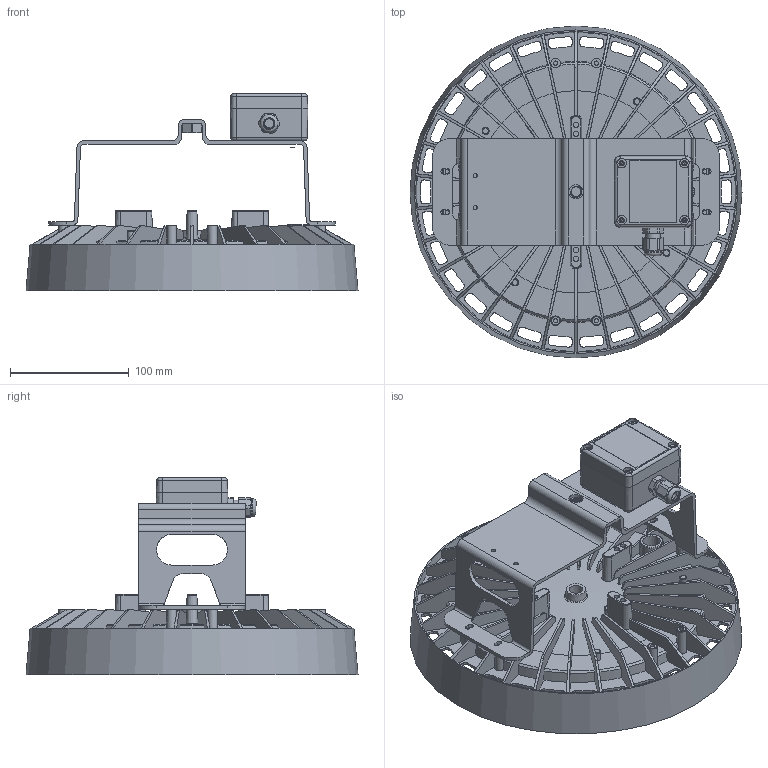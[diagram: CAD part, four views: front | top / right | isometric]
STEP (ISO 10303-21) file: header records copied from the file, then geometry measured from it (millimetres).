
FILE_DESCRIPTION(/* description */ ('This is a sample STEP configuration'),/* implementation_level */ '2;1');
FILE_NAME(/* name */ '157-0226xxxxxxxxx SIMPLE.ipt_Rev_00.stp',/* time_stamp */ '2023-05-02T16:12:36+02:00',/* author */ ('powerJobs'),/* organization */ ('coolOrange'),/* preprocessor_version */ 'ST-DEVELOPER v19.2',/* originating_system */ 'Autodesk Inventor 2023',/* authorisation */ '');
FILE_SCHEMA (('AUTOMOTIVE_DESIGN { 1 0 10303 214 3 1 1 }'));
Length unit declared in the file: millimetre
Products named in the file (1): ENG000029005
Bounding box: 280 x 280 x 166.2 mm (x, y, z)
Volume: 809958.3 mm3; surface area: 560746.1 mm2
Topology: 9 solids, 10 shells, 1681 faces, 4455 edges, 2850 vertices
Faces by surface type: plane 658, cylinder 587, cone 258, bspline 105, torus 68, sphere 5
Full cylindrical faces by diameter (mm): 2 x2, 2.85 x4, 3.5 x22, 3.571 x1, 3.6 x4, 4 x1, 4.5 x19, 4.8 x2, 6 x2, 8 x19, 8.5 x3, 11 x1, 11.2 x1, 11.463 x1, 11.5 x1, 12 x5, 12.3 x1, 14.5 x1, 15 x1, 192 x2, 198 x4, 204 x1
Entity records: 66934 total; most frequent: CARTESIAN_POINT 25453, ORIENTED_EDGE 8860, DIRECTION 8669, EDGE_CURVE 4430, AXIS2_PLACEMENT_3D 3322, VERTEX_POINT 2850, LINE 2025, VECTOR 2025
